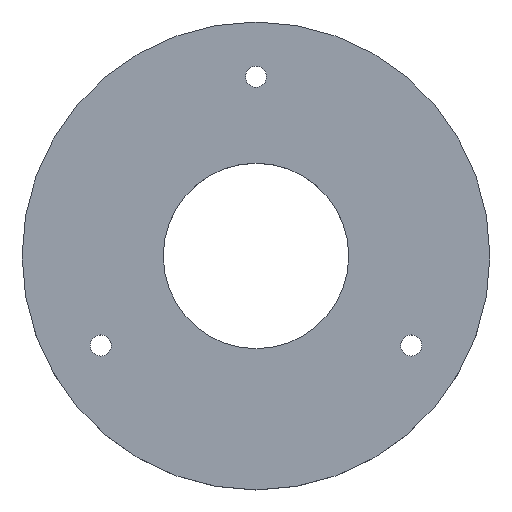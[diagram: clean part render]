
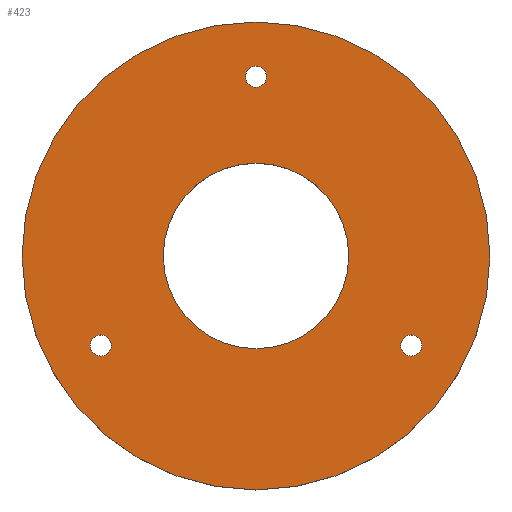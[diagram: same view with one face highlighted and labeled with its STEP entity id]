
A CAD part, top view. The second image highlights one B-rep face of the part: STEP entity #423.
In plain terms, the highlighted planar face has unit normal (0, 0, 1).
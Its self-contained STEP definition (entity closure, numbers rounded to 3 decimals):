
#23 = CARTESIAN_POINT ( 'NONE',  ( 0., 0., 14. ) ) ;
#45 = DIRECTION ( 'NONE',  ( 0., 0., 1. ) ) ;
#48 = AXIS2_PLACEMENT_3D ( 'NONE', #23, #207, #164 ) ;
#52 = CARTESIAN_POINT ( 'NONE',  ( -2.5, 42.5, 14. ) ) ;
#54 = FACE_OUTER_BOUND ( 'NONE', #335, .T. ) ;
#62 = CARTESIAN_POINT ( 'NONE',  ( 36.806, -21.25, 14. ) ) ;
#73 = CARTESIAN_POINT ( 'NONE',  ( 0., 0., 14. ) ) ;
#80 = DIRECTION ( 'NONE',  ( 0., 0., 1. ) ) ;
#91 = CARTESIAN_POINT ( 'NONE',  ( 0., 42.5, 14. ) ) ;
#94 = VERTEX_POINT ( 'NONE', #157 ) ;
#107 = DIRECTION ( 'NONE',  ( 0., 0., 1. ) ) ;
#113 = CARTESIAN_POINT ( 'NONE',  ( 55.5, 0., 14. ) ) ;
#123 = DIRECTION ( 'NONE',  ( 0., 0., 1. ) ) ;
#125 = ORIENTED_EDGE ( 'NONE', *, *, #256, .F. ) ;
#128 = ORIENTED_EDGE ( 'NONE', *, *, #228, .F. ) ;
#129 = CARTESIAN_POINT ( 'NONE',  ( 0., 42.5, 14. ) ) ;
#130 = ORIENTED_EDGE ( 'NONE', *, *, #523, .F. ) ;
#134 = EDGE_CURVE ( 'NONE', #375, #319, #371, .T. ) ;
#139 = EDGE_LOOP ( 'NONE', ( #424, #128 ) ) ;
#143 = VERTEX_POINT ( 'NONE', #144 ) ;
#144 = CARTESIAN_POINT ( 'NONE',  ( -55.5, 0., 14. ) ) ;
#152 = AXIS2_PLACEMENT_3D ( 'NONE', #129, #257, #340 ) ;
#155 = AXIS2_PLACEMENT_3D ( 'NONE', #62, #107, #435 ) ;
#156 = DIRECTION ( 'NONE',  ( 1., 0., 0. ) ) ;
#157 = CARTESIAN_POINT ( 'NONE',  ( 22., 0., 14. ) ) ;
#164 = DIRECTION ( 'NONE',  ( 1., 0., 0. ) ) ;
#166 = CIRCLE ( 'NONE', #283, 22. ) ;
#170 = AXIS2_PLACEMENT_3D ( 'NONE', #429, #387, #181 ) ;
#171 = CARTESIAN_POINT ( 'NONE',  ( 0., 0., 14. ) ) ;
#174 = CIRCLE ( 'NONE', #152, 2.5 ) ;
#181 = DIRECTION ( 'NONE',  ( 1., 0., 0. ) ) ;
#183 = FACE_BOUND ( 'NONE', #494, .T. ) ;
#187 = VERTEX_POINT ( 'NONE', #502 ) ;
#197 = CIRCLE ( 'NONE', #170, 55.5 ) ;
#204 = EDGE_LOOP ( 'NONE', ( #350, #378 ) ) ;
#207 = DIRECTION ( 'NONE',  ( 0., 0., 1. ) ) ;
#217 = CIRCLE ( 'NONE', #426, 22. ) ;
#224 = PLANE ( 'NONE',  #48 ) ;
#226 = VERTEX_POINT ( 'NONE', #356 ) ;
#228 = EDGE_CURVE ( 'NONE', #319, #375, #421, .T. ) ;
#231 = EDGE_CURVE ( 'NONE', #143, #501, #197, .T. ) ;
#235 = CARTESIAN_POINT ( 'NONE',  ( 36.806, -21.25, 14. ) ) ;
#241 = EDGE_CURVE ( 'NONE', #187, #402, #291, .T. ) ;
#244 = DIRECTION ( 'NONE',  ( 1., 0., 0. ) ) ;
#246 = AXIS2_PLACEMENT_3D ( 'NONE', #235, #483, #518 ) ;
#256 = EDGE_CURVE ( 'NONE', #262, #226, #341, .T. ) ;
#257 = DIRECTION ( 'NONE',  ( 0., 0., 1. ) ) ;
#259 = ORIENTED_EDGE ( 'NONE', *, *, #231, .T. ) ;
#262 = VERTEX_POINT ( 'NONE', #461 ) ;
#270 = DIRECTION ( 'NONE',  ( 0., 0., 1. ) ) ;
#283 = AXIS2_PLACEMENT_3D ( 'NONE', #286, #123, #156 ) ;
#286 = CARTESIAN_POINT ( 'NONE',  ( 0., 0., 14. ) ) ;
#290 = DIRECTION ( 'NONE',  ( 0., 0., 1. ) ) ;
#291 = CIRCLE ( 'NONE', #361, 2.5 ) ;
#292 = DIRECTION ( 'NONE',  ( 1., 0., 0. ) ) ;
#293 = EDGE_LOOP ( 'NONE', ( #125, #427 ) ) ;
#312 = ORIENTED_EDGE ( 'NONE', *, *, #336, .T. ) ;
#313 = DIRECTION ( 'NONE',  ( 1., 0., 0. ) ) ;
#318 = DIRECTION ( 'NONE',  ( 1., 0., 0. ) ) ;
#319 = VERTEX_POINT ( 'NONE', #419 ) ;
#325 = AXIS2_PLACEMENT_3D ( 'NONE', #171, #45, #292 ) ;
#334 = DIRECTION ( 'NONE',  ( 1., 0., 0. ) ) ;
#335 = EDGE_LOOP ( 'NONE', ( #259, #312 ) ) ;
#336 = EDGE_CURVE ( 'NONE', #501, #143, #386, .T. ) ;
#340 = DIRECTION ( 'NONE',  ( 1., 0., 0. ) ) ;
#341 = CIRCLE ( 'NONE', #408, 2.5 ) ;
#350 = ORIENTED_EDGE ( 'NONE', *, *, #241, .F. ) ;
#355 = EDGE_CURVE ( 'NONE', #402, #187, #174, .T. ) ;
#356 = CARTESIAN_POINT ( 'NONE',  ( -39.306, -21.25, 14. ) ) ;
#359 = CARTESIAN_POINT ( 'NONE',  ( -22., 0., 14. ) ) ;
#361 = AXIS2_PLACEMENT_3D ( 'NONE', #91, #80, #334 ) ;
#371 = CIRCLE ( 'NONE', #246, 2.5 ) ;
#375 = VERTEX_POINT ( 'NONE', #508 ) ;
#378 = ORIENTED_EDGE ( 'NONE', *, *, #355, .F. ) ;
#382 = FACE_BOUND ( 'NONE', #204, .T. ) ;
#386 = CIRCLE ( 'NONE', #325, 55.5 ) ;
#387 = DIRECTION ( 'NONE',  ( 0., 0., 1. ) ) ;
#402 = VERTEX_POINT ( 'NONE', #52 ) ;
#408 = AXIS2_PLACEMENT_3D ( 'NONE', #493, #290, #244 ) ;
#419 = CARTESIAN_POINT ( 'NONE',  ( 34.306, -21.25, 14. ) ) ;
#421 = CIRCLE ( 'NONE', #155, 2.5 ) ;
#422 = FACE_BOUND ( 'NONE', #139, .T. ) ;
#423 = ADVANCED_FACE ( 'NONE', ( #382, #498, #422, #54, #183 ), #224, .T. ) ;
#424 = ORIENTED_EDGE ( 'NONE', *, *, #134, .F. ) ;
#426 = AXIS2_PLACEMENT_3D ( 'NONE', #73, #469, #318 ) ;
#427 = ORIENTED_EDGE ( 'NONE', *, *, #476, .F. ) ;
#429 = CARTESIAN_POINT ( 'NONE',  ( 0., 0., 14. ) ) ;
#435 = DIRECTION ( 'NONE',  ( 1., 0., 0. ) ) ;
#439 = CARTESIAN_POINT ( 'NONE',  ( -36.806, -21.25, 14. ) ) ;
#452 = CIRCLE ( 'NONE', #506, 2.5 ) ;
#461 = CARTESIAN_POINT ( 'NONE',  ( -34.306, -21.25, 14. ) ) ;
#465 = VERTEX_POINT ( 'NONE', #359 ) ;
#469 = DIRECTION ( 'NONE',  ( 0., 0., 1. ) ) ;
#476 = EDGE_CURVE ( 'NONE', #226, #262, #452, .T. ) ;
#479 = EDGE_CURVE ( 'NONE', #94, #465, #217, .T. ) ;
#483 = DIRECTION ( 'NONE',  ( 0., 0., 1. ) ) ;
#493 = CARTESIAN_POINT ( 'NONE',  ( -36.806, -21.25, 14. ) ) ;
#494 = EDGE_LOOP ( 'NONE', ( #130, #507 ) ) ;
#498 = FACE_BOUND ( 'NONE', #293, .T. ) ;
#501 = VERTEX_POINT ( 'NONE', #113 ) ;
#502 = CARTESIAN_POINT ( 'NONE',  ( 2.5, 42.5, 14. ) ) ;
#506 = AXIS2_PLACEMENT_3D ( 'NONE', #439, #270, #313 ) ;
#507 = ORIENTED_EDGE ( 'NONE', *, *, #479, .F. ) ;
#508 = CARTESIAN_POINT ( 'NONE',  ( 39.306, -21.25, 14. ) ) ;
#518 = DIRECTION ( 'NONE',  ( 1., 0., 0. ) ) ;
#523 = EDGE_CURVE ( 'NONE', #465, #94, #166, .T. ) ;
